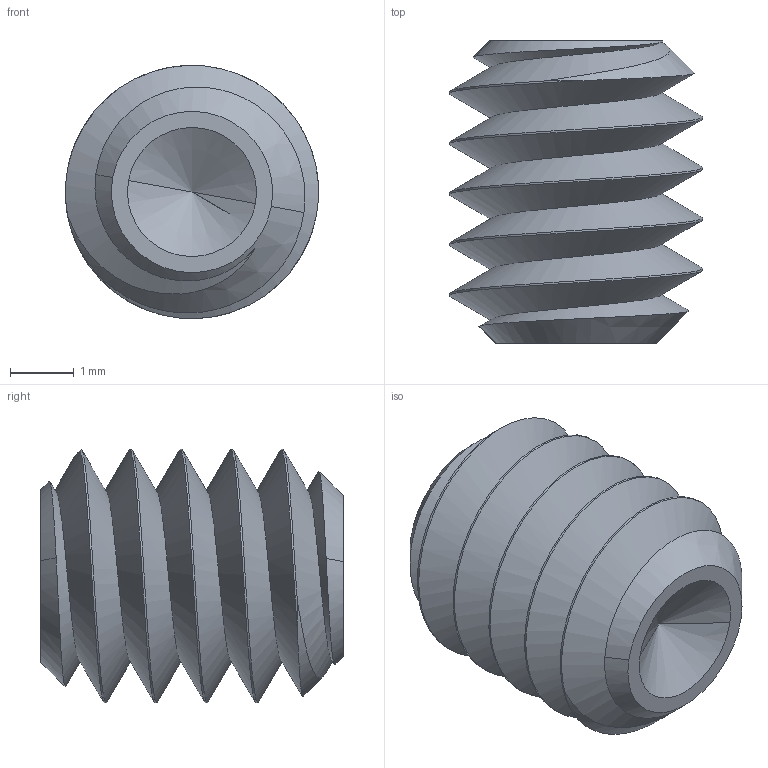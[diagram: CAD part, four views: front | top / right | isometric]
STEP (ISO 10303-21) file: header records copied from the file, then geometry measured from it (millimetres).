
FILE_DESCRIPTION(/* description */ (''),/* implementation_level */ '2;1');
FILE_NAME(/* name */ 'Tetrix_739901_Screw1.ipt.stp',/* time_stamp */ '2014-12-18T17:48:28-08:00',/* author */ ('Autodesk Inc.'),/* organization */ (''),/* preprocessor_version */ 'ST-DEVELOPER v15.6',/* originating_system */ 'Autodesk Inventor 2015',/* authorisation */ '');
FILE_SCHEMA (('AUTOMOTIVE_DESIGN { 1 0 10303 214 3 1 1 }'));
Length unit declared in the file: inch
Products named in the file (1): Tetrix_739901_Screw1
Bounding box: 3.99 x 4.76 x 3.99 mm (x, y, z)
Volume: 34.1 mm3; surface area: 116 mm2
Topology: 1 solids, 1 shells, 28 faces, 75 edges, 49 vertices
Faces by surface type: cylinder 10, plane 9, cone 7, bspline 2
Entity records: 1957 total; most frequent: CARTESIAN_POINT 1322, ORIENTED_EDGE 146, DIRECTION 103, EDGE_CURVE 73, VERTEX_POINT 49, AXIS2_PLACEMENT_3D 35, LINE 33, VECTOR 33
